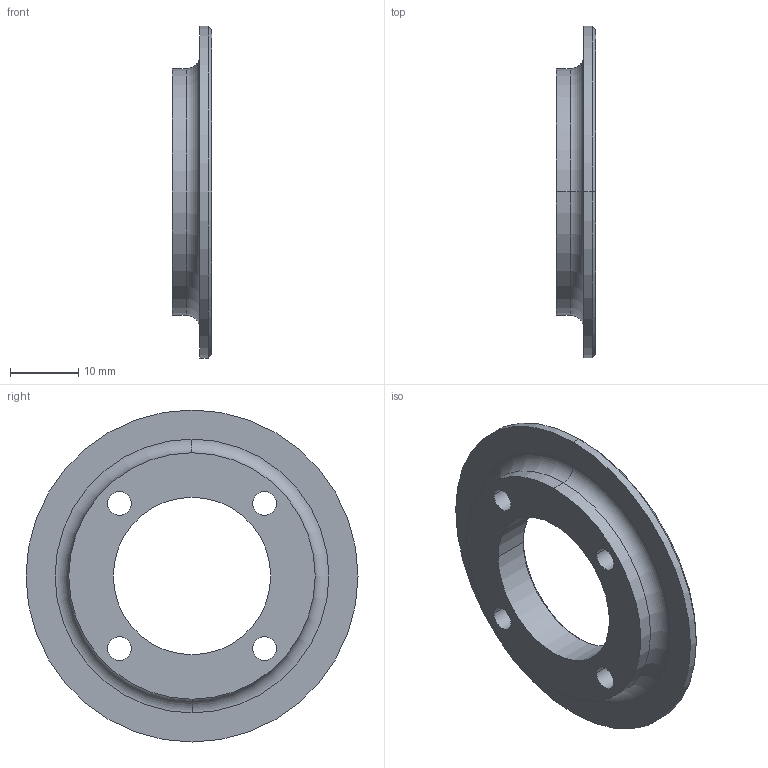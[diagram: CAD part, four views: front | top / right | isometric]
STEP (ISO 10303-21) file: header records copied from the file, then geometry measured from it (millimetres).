
FILE_DESCRIPTION((''),'2;1');
FILE_NAME('TDC_NECK_BPOM','2021-11-18T11:22:48',('rein_je'),(''),'CREO PARAMETRIC BY PTC INC, 2019471','CREO PARAMETRIC BY PTC INC, 2019471','');
FILE_SCHEMA(('AUTOMOTIVE_DESIGN { 1 0 10303 214 1 1 1 1 }'));
Length unit declared in the file: millimetre
Products named in the file (1): TDC_NECK_BPOM
Bounding box: 5.7 x 48.5 x 48.5 mm (x, y, z)
Volume: 4690 mm3; surface area: 3988.3 mm2
Topology: 1 solids, 1 shells, 31 faces, 91 edges, 70 vertices
Faces by surface type: cylinder 14, cone 12, plane 3, torus 2
Entity records: 1432 total; most frequent: DIRECTION 219, CARTESIAN_POINT 170, ORIENTED_EDGE 140, AXIS2_PLACEMENT_3D 93, PRESENTATION_STYLE_ASSIGNMENT 93, STYLED_ITEM 93, CURVE_STYLE 92, EDGE_CURVE 70
